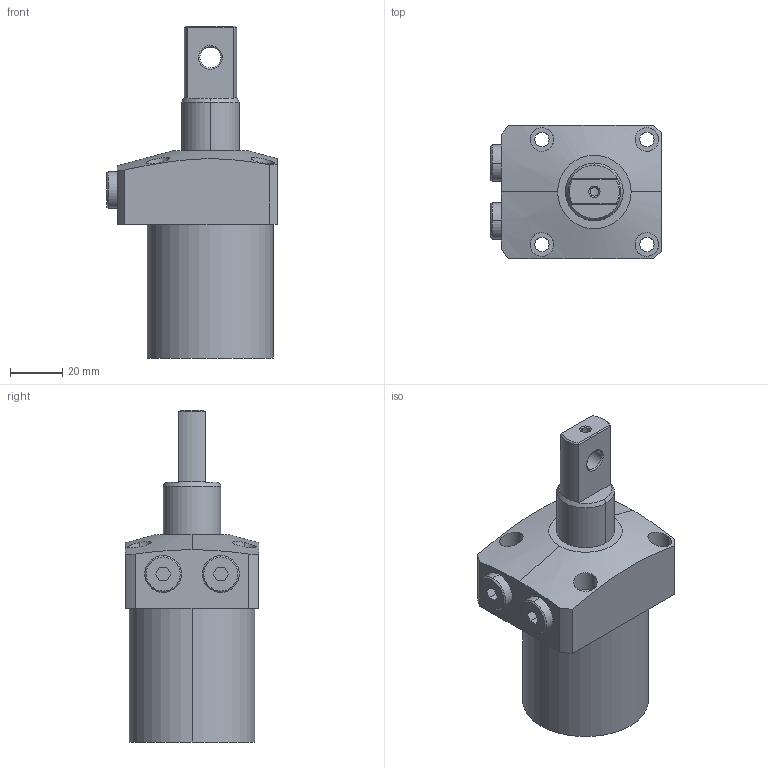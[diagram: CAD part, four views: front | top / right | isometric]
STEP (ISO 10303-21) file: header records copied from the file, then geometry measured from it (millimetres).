
FILE_DESCRIPTION (( 'STEP AP203' ), '1' );
FILE_NAME ('CHA-048Dx90G.STEP', '2019-12-06T08:31:35', ( '' ), ( '' ), 'SwSTEP 2.0', 'SolidWorks 2017', '' );
FILE_SCHEMA (( 'CONFIG_CONTROL_DESIGN' ));
Length unit declared in the file: millimetre
Products named in the file (4): CHA-048D(双臂）活塞杆; CHA-048Dx90G; G1-8黑芛; CHA-048掛极
Assembly tree (4 placements, depth 2):
  CHA-048Dx90G
    CHA-048掛极
    CHA-048D(双臂）活塞杆
    G1-8黑芛  x2
Bounding box: 65 x 51 x 126.5 mm (x, y, z)
Volume: 165028.4 mm3; surface area: 37095.6 mm2
Topology: 4 solids, 4 shells, 166 faces, 410 edges, 266 vertices
Faces by surface type: cylinder 92, plane 48, cone 18, bspline 8
Entity records: 5988 total; most frequent: CARTESIAN_POINT 2711, ORIENTED_EDGE 610, DIRECTION 573, EDGE_CURVE 305, AXIS2_PLACEMENT_3D 227, VERTEX_POINT 197, EDGE_LOOP 154, ADVANCED_FACE 126
